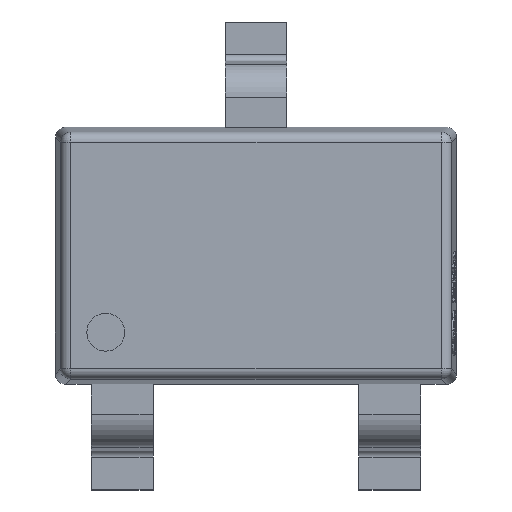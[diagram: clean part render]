
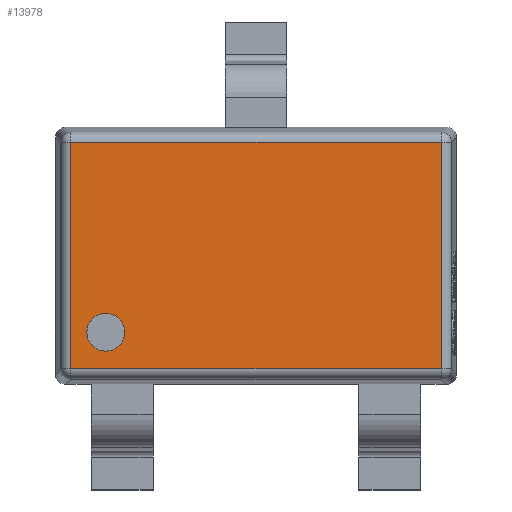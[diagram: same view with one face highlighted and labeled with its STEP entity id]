
A CAD part, top view. The second image highlights one B-rep face of the part: STEP entity #13978.
In plain terms, the highlighted planar face has unit normal (0, 0, 1).
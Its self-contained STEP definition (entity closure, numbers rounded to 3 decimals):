
#188 = EDGE_LOOP ( 'NONE', ( #8651, #1193 ) ) ;
#379 = VECTOR ( 'NONE', #7067, 1000. ) ;
#435 = VERTEX_POINT ( 'NONE', #5947 ) ;
#441 = EDGE_CURVE ( 'NONE', #838, #11650, #8402, .T. ) ;
#838 = VERTEX_POINT ( 'NONE', #7880 ) ;
#868 = EDGE_CURVE ( 'NONE', #4037, #6074, #1519, .T. ) ;
#1022 = AXIS2_PLACEMENT_3D ( 'NONE', #10194, #5875, #2497 ) ;
#1193 = ORIENTED_EDGE ( 'NONE', *, *, #441, .F. ) ;
#1418 = VECTOR ( 'NONE', #14004, 1000. ) ;
#1519 = LINE ( 'NONE', #12553, #379 ) ;
#1743 = CARTESIAN_POINT ( 'NONE',  ( 0.9, 0.597, 0.4 ) ) ;
#2031 = DIRECTION ( 'NONE',  ( 1., 0., 0. ) ) ;
#2133 = PLANE ( 'NONE',  #3985 ) ;
#2488 = LINE ( 'NONE', #5725, #3406 ) ;
#2497 = DIRECTION ( 'NONE',  ( 1., 0., 0. ) ) ;
#3017 = VECTOR ( 'NONE', #5383, 1000. ) ;
#3110 = VERTEX_POINT ( 'NONE', #9004 ) ;
#3139 = ORIENTED_EDGE ( 'NONE', *, *, #8876, .T. ) ;
#3154 = ORIENTED_EDGE ( 'NONE', *, *, #12772, .T. ) ;
#3406 = VECTOR ( 'NONE', #5935, 1000. ) ;
#3662 = CARTESIAN_POINT ( 'NONE',  ( -0.9, 0.55, 0.4 ) ) ;
#3985 = AXIS2_PLACEMENT_3D ( 'NONE', #7737, #4528, #8000 ) ;
#4037 = VERTEX_POINT ( 'NONE', #3662 ) ;
#4288 = LINE ( 'NONE', #10688, #1418 ) ;
#4528 = DIRECTION ( 'NONE',  ( 0., 0., 1. ) ) ;
#4792 = CARTESIAN_POINT ( 'NONE',  ( -0.731, -0.373, 0.4 ) ) ;
#5383 = DIRECTION ( 'NONE',  ( 0., 1., 0. ) ) ;
#5725 = CARTESIAN_POINT ( 'NONE',  ( -0.947, 0.55, 0.4 ) ) ;
#5875 = DIRECTION ( 'NONE',  ( 0., 0., 1. ) ) ;
#5924 = EDGE_CURVE ( 'NONE', #435, #3110, #6084, .T. ) ;
#5935 = DIRECTION ( 'NONE',  ( -1., 0., 0. ) ) ;
#5947 = CARTESIAN_POINT ( 'NONE',  ( 0.9, -0.55, 0.4 ) ) ;
#6074 = VERTEX_POINT ( 'NONE', #12351 ) ;
#6084 = LINE ( 'NONE', #1743, #3017 ) ;
#6414 = ORIENTED_EDGE ( 'NONE', *, *, #868, .T. ) ;
#6418 = CIRCLE ( 'NONE', #7567, 0.092 ) ;
#7067 = DIRECTION ( 'NONE',  ( 0., -1., 0. ) ) ;
#7401 = EDGE_CURVE ( 'NONE', #11650, #838, #6418, .T. ) ;
#7453 = FACE_BOUND ( 'NONE', #188, .T. ) ;
#7567 = AXIS2_PLACEMENT_3D ( 'NONE', #4792, #9135, #2031 ) ;
#7737 = CARTESIAN_POINT ( 'NONE',  ( 0., 0., 0.4 ) ) ;
#7880 = CARTESIAN_POINT ( 'NONE',  ( -0.822, -0.373, 0.4 ) ) ;
#8000 = DIRECTION ( 'NONE',  ( 1., 0., 0. ) ) ;
#8402 = CIRCLE ( 'NONE', #1022, 0.092 ) ;
#8651 = ORIENTED_EDGE ( 'NONE', *, *, #7401, .F. ) ;
#8876 = EDGE_CURVE ( 'NONE', #3110, #4037, #2488, .T. ) ;
#8954 = CARTESIAN_POINT ( 'NONE',  ( -0.639, -0.373, 0.4 ) ) ;
#9004 = CARTESIAN_POINT ( 'NONE',  ( 0.9, 0.55, 0.4 ) ) ;
#9135 = DIRECTION ( 'NONE',  ( 0., 0., 1. ) ) ;
#10194 = CARTESIAN_POINT ( 'NONE',  ( -0.731, -0.373, 0.4 ) ) ;
#10688 = CARTESIAN_POINT ( 'NONE',  ( 0.947, -0.55, 0.4 ) ) ;
#10801 = ORIENTED_EDGE ( 'NONE', *, *, #5924, .T. ) ;
#11650 = VERTEX_POINT ( 'NONE', #8954 ) ;
#11996 = FACE_OUTER_BOUND ( 'NONE', #12028, .T. ) ;
#12028 = EDGE_LOOP ( 'NONE', ( #3154, #10801, #3139, #6414 ) ) ;
#12351 = CARTESIAN_POINT ( 'NONE',  ( -0.9, -0.55, 0.4 ) ) ;
#12553 = CARTESIAN_POINT ( 'NONE',  ( -0.9, -0.597, 0.4 ) ) ;
#12772 = EDGE_CURVE ( 'NONE', #6074, #435, #4288, .T. ) ;
#13978 = ADVANCED_FACE ( 'NONE', ( #11996, #7453 ), #2133, .T. ) ;
#14004 = DIRECTION ( 'NONE',  ( 1., 0., 0. ) ) ;
